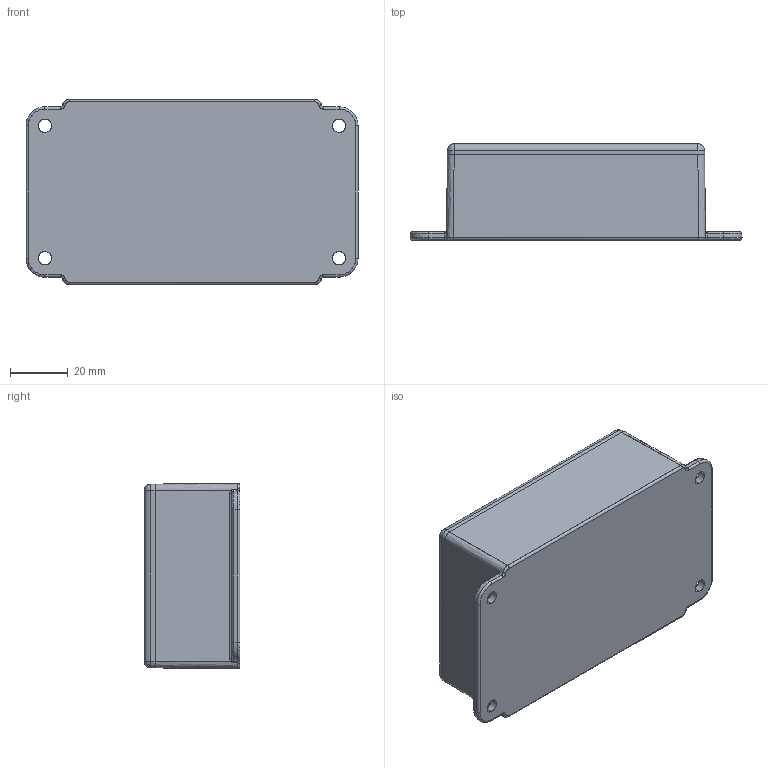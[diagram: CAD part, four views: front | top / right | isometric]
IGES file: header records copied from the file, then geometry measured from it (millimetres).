
Start section: SolidWorks IGES FILE using analytic representation for surfaces
Global section: file name: new XXL casing fxt-2535-_asm.IGS; native system: SolidWorks 2001Plus by SolidWorks Corporation; preprocessor: Version 5.3; author: thesmith; date: 110318.172024; units: millimetre
Bounding box: 114.66 x 33.15 x 64 mm (x, y, z)
Surface area: 58270.2 mm2 (no closed solid volume)
Topology: 0 solids, 0 shells, 1755 faces, 13870 edges, 13870 vertices
Faces by surface type: bspline 1566, revolution 189
